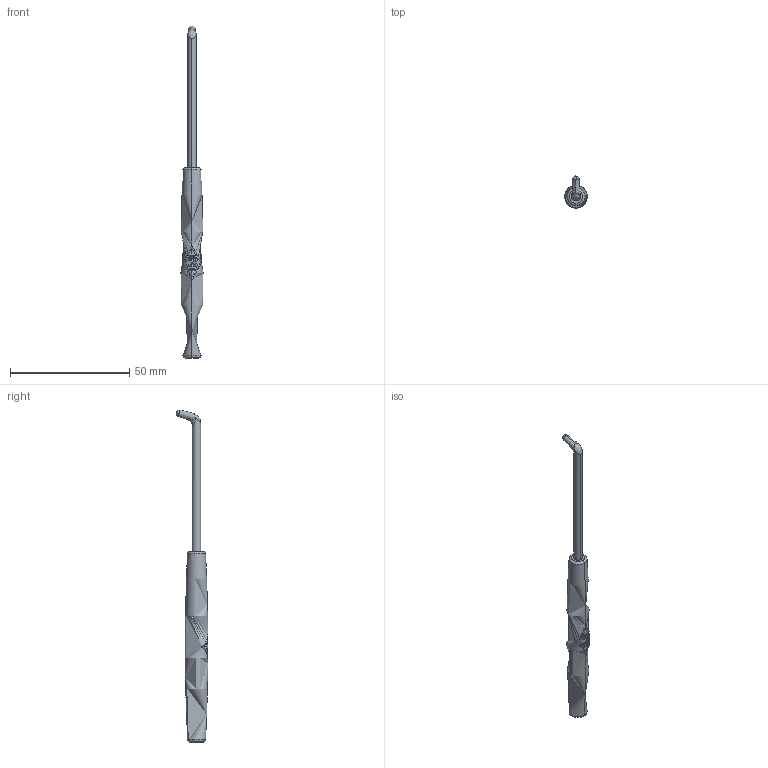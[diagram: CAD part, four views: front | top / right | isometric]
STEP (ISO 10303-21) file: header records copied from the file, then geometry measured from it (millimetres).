
FILE_DESCRIPTION(('Creo Elements/Direct Modeling STEP Export'),'2;1');
FILE_NAME('0ln7uvk45hncqpt2924','2016-11-03T14:51:22',(''),(''),'PTC Creo Elements/Direct Modeling STEP processor for AP214 (Solid Model)','PTC Creo Elements/Direct Modeling 19.0E 27-Jun-2016 (C) Parametric Technology GmbH','');
FILE_SCHEMA(('AUTOMOTIVE_DESIGN { 1 0 10303 214 1 1 1 1 }'));
Length unit declared in the file: millimetre
Products named in the file (2): CSHES
Assembly tree (1 placements, depth 2):
  CSHES
    CSHES
Bounding box: 9.47 x 13.32 x 139.43 mm (x, y, z)
Volume: 5493.3 mm3; surface area: 3992.7 mm2
Topology: 1 solids, 1 shells, 79 faces, 220 edges, 141 vertices
Faces by surface type: plane 35, cylinder 22, torus 14, bspline 6, extrusion 2
Entity records: 10090 total; most frequent: CARTESIAN_POINT 7408, ORIENTED_EDGE 430, DIRECTION 374, EDGE_CURVE 215, AXIS2_PLACEMENT_3D 159, VERTEX_POINT 141, B_SPLINE_CURVE_WITH_KNOTS 90, SURFACE_CURVE 84
